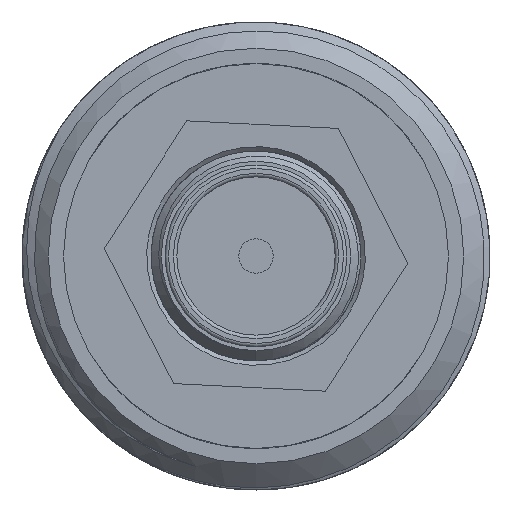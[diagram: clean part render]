
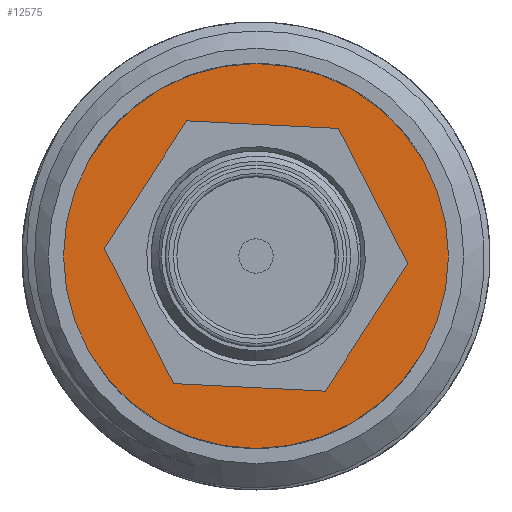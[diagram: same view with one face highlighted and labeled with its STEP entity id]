
A CAD part, front view. The second image highlights one B-rep face of the part: STEP entity #12575.
In plain terms, the highlighted planar face has unit normal (0, -1, 0).
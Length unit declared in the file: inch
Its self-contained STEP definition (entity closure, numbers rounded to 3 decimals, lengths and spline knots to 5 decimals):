
#1189 = CARTESIAN_POINT ( 'NONE',  ( 0.22, -0.58, 0. ) ) ;
#1584 = AXIS2_PLACEMENT_3D ( 'NONE', #10036, #4120, #11055 ) ;
#1681 = EDGE_LOOP ( 'NONE', ( #4999 ) ) ;
#1924 = CARTESIAN_POINT ( 'NONE',  ( 0., -0.58, 0. ) ) ;
#2427 = PLANE ( 'NONE',  #11651 ) ;
#2905 = DIRECTION ( 'NONE',  ( 1., 0., 0. ) ) ;
#3413 = VERTEX_POINT ( 'NONE', #9128 ) ;
#4120 = DIRECTION ( 'NONE',  ( 0., 1., 0. ) ) ;
#4518 = FACE_BOUND ( 'NONE', #1681, .T. ) ;
#4999 = ORIENTED_EDGE ( 'NONE', *, *, #7818, .T. ) ;
#5415 = DIRECTION ( 'NONE',  ( 0., 1., 0. ) ) ;
#5419 = EDGE_CURVE ( 'NONE', #6946, #6946, #11703, .T. ) ;
#6946 = VERTEX_POINT ( 'NONE', #1189 ) ;
#7202 = CIRCLE ( 'NONE', #8349, 0.127 ) ;
#7818 = EDGE_CURVE ( 'NONE', #3413, #3413, #7202, .T. ) ;
#8048 = ORIENTED_EDGE ( 'NONE', *, *, #5419, .F. ) ;
#8349 = AXIS2_PLACEMENT_3D ( 'NONE', #1924, #8814, #2905 ) ;
#8814 = DIRECTION ( 'NONE',  ( 0., 1., 0. ) ) ;
#9128 = CARTESIAN_POINT ( 'NONE',  ( 0.127, -0.58, 0. ) ) ;
#10036 = CARTESIAN_POINT ( 'NONE',  ( 0., -0.58, 0. ) ) ;
#11055 = DIRECTION ( 'NONE',  ( 1., 0., 0. ) ) ;
#11290 = EDGE_LOOP ( 'NONE', ( #8048 ) ) ;
#11355 = CARTESIAN_POINT ( 'NONE',  ( 0., -0.58, 0. ) ) ;
#11651 = AXIS2_PLACEMENT_3D ( 'NONE', #11355, #5415, #12362 ) ;
#11703 = CIRCLE ( 'NONE', #1584, 0.22 ) ;
#12106 = FACE_OUTER_BOUND ( 'NONE', #11290, .T. ) ;
#12362 = DIRECTION ( 'NONE',  ( 1., 0., 0. ) ) ;
#12575 = ADVANCED_FACE ( 'NONE', ( #12106, #4518 ), #2427, .F. ) ;
